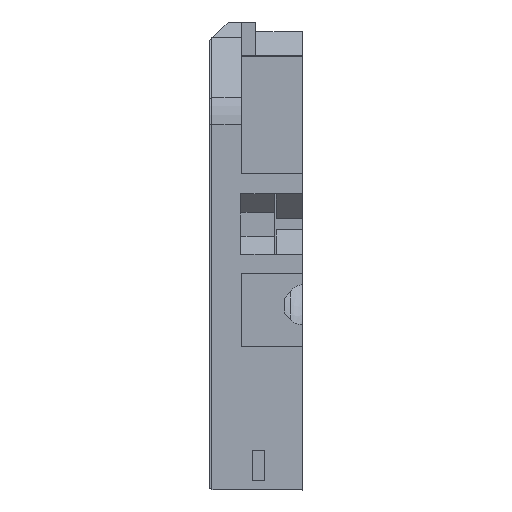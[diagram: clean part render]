
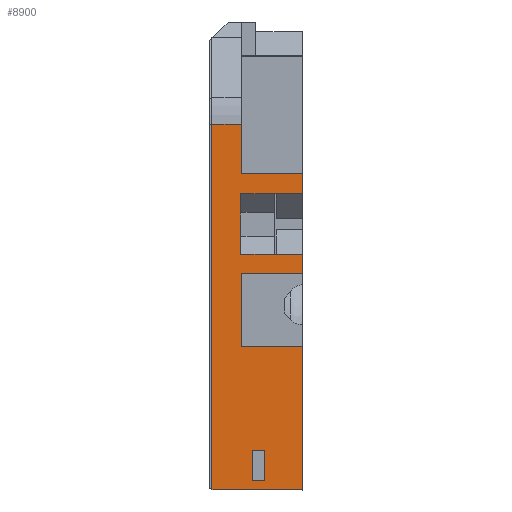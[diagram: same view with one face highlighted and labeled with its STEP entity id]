
A CAD part, top view. The second image highlights one B-rep face of the part: STEP entity #8900.
In plain terms, the highlighted planar face has unit normal (0, 0, 1).
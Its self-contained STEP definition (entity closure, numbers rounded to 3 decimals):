
#53=FACE_BOUND('',#761,.T.);
#245=FACE_OUTER_BOUND('',#760,.T.);
#760=EDGE_LOOP('',(#6330,#6331,#6332,#6333,#6334,#6335,#6336,#6337,#6338,
#6339,#6340,#6341,#6342,#6343,#6344));
#761=EDGE_LOOP('',(#6345,#6346,#6347,#6348));
#1387=LINE('',#12372,#2521);
#1646=LINE('',#12963,#2780);
#1681=LINE('',#13053,#2815);
#1682=LINE('',#13055,#2816);
#1683=LINE('',#13057,#2817);
#1684=LINE('',#13059,#2818);
#1685=LINE('',#13061,#2819);
#1686=LINE('',#13063,#2820);
#1687=LINE('',#13065,#2821);
#1688=LINE('',#13067,#2822);
#1689=LINE('',#13069,#2823);
#1690=LINE('',#13071,#2824);
#1691=LINE('',#13073,#2825);
#1692=LINE('',#13075,#2826);
#1693=LINE('',#13076,#2827);
#1694=LINE('',#13079,#2828);
#1695=LINE('',#13081,#2829);
#1696=LINE('',#13083,#2830);
#1697=LINE('',#13084,#2831);
#2521=VECTOR('',#9976,10.);
#2780=VECTOR('',#10449,10.);
#2815=VECTOR('',#10516,10.);
#2816=VECTOR('',#10517,10.);
#2817=VECTOR('',#10518,10.);
#2818=VECTOR('',#10519,10.);
#2819=VECTOR('',#10520,10.);
#2820=VECTOR('',#10521,10.);
#2821=VECTOR('',#10522,10.);
#2822=VECTOR('',#10523,10.);
#2823=VECTOR('',#10524,10.);
#2824=VECTOR('',#10525,10.);
#2825=VECTOR('',#10526,10.);
#2826=VECTOR('',#10527,10.);
#2827=VECTOR('',#10528,10.);
#2828=VECTOR('',#10529,10.);
#2829=VECTOR('',#10530,10.);
#2830=VECTOR('',#10531,10.);
#2831=VECTOR('',#10532,10.);
#3666=VERTEX_POINT('',#12369);
#3667=VERTEX_POINT('',#12371);
#3885=VERTEX_POINT('',#12961);
#3910=VERTEX_POINT('',#13052);
#3911=VERTEX_POINT('',#13054);
#3912=VERTEX_POINT('',#13056);
#3913=VERTEX_POINT('',#13058);
#3914=VERTEX_POINT('',#13060);
#3915=VERTEX_POINT('',#13062);
#3916=VERTEX_POINT('',#13064);
#3917=VERTEX_POINT('',#13066);
#3918=VERTEX_POINT('',#13068);
#3919=VERTEX_POINT('',#13070);
#3920=VERTEX_POINT('',#13072);
#3921=VERTEX_POINT('',#13074);
#3922=VERTEX_POINT('',#13077);
#3923=VERTEX_POINT('',#13078);
#3924=VERTEX_POINT('',#13080);
#3925=VERTEX_POINT('',#13082);
#4526=EDGE_CURVE('',#3666,#3667,#1387,.T.);
#4820=EDGE_CURVE('',#3885,#3666,#1646,.T.);
#4857=EDGE_CURVE('',#3885,#3910,#1681,.T.);
#4858=EDGE_CURVE('',#3910,#3911,#1682,.T.);
#4859=EDGE_CURVE('',#3912,#3911,#1683,.T.);
#4860=EDGE_CURVE('',#3912,#3913,#1684,.T.);
#4861=EDGE_CURVE('',#3914,#3913,#1685,.T.);
#4862=EDGE_CURVE('',#3915,#3914,#1686,.T.);
#4863=EDGE_CURVE('',#3915,#3916,#1687,.T.);
#4864=EDGE_CURVE('',#3916,#3917,#1688,.T.);
#4865=EDGE_CURVE('',#3917,#3918,#1689,.T.);
#4866=EDGE_CURVE('',#3918,#3919,#1690,.T.);
#4867=EDGE_CURVE('',#3920,#3919,#1691,.T.);
#4868=EDGE_CURVE('',#3920,#3921,#1692,.T.);
#4869=EDGE_CURVE('',#3667,#3921,#1693,.T.);
#4870=EDGE_CURVE('',#3922,#3923,#1694,.T.);
#4871=EDGE_CURVE('',#3923,#3924,#1695,.T.);
#4872=EDGE_CURVE('',#3925,#3924,#1696,.T.);
#4873=EDGE_CURVE('',#3925,#3922,#1697,.T.);
#6330=ORIENTED_EDGE('',*,*,#4857,.T.);
#6331=ORIENTED_EDGE('',*,*,#4858,.T.);
#6332=ORIENTED_EDGE('',*,*,#4859,.F.);
#6333=ORIENTED_EDGE('',*,*,#4860,.T.);
#6334=ORIENTED_EDGE('',*,*,#4861,.F.);
#6335=ORIENTED_EDGE('',*,*,#4862,.F.);
#6336=ORIENTED_EDGE('',*,*,#4863,.T.);
#6337=ORIENTED_EDGE('',*,*,#4864,.T.);
#6338=ORIENTED_EDGE('',*,*,#4865,.T.);
#6339=ORIENTED_EDGE('',*,*,#4866,.T.);
#6340=ORIENTED_EDGE('',*,*,#4867,.F.);
#6341=ORIENTED_EDGE('',*,*,#4868,.T.);
#6342=ORIENTED_EDGE('',*,*,#4869,.F.);
#6343=ORIENTED_EDGE('',*,*,#4526,.F.);
#6344=ORIENTED_EDGE('',*,*,#4820,.F.);
#6345=ORIENTED_EDGE('',*,*,#4870,.T.);
#6346=ORIENTED_EDGE('',*,*,#4871,.T.);
#6347=ORIENTED_EDGE('',*,*,#4872,.F.);
#6348=ORIENTED_EDGE('',*,*,#4873,.T.);
#8475=PLANE('',#9449);
#8900=ADVANCED_FACE('',(#245,#53),#8475,.T.);
#9449=AXIS2_PLACEMENT_3D('',#13051,#10514,#10515);
#9976=DIRECTION('',(0.,1.,0.));
#10449=DIRECTION('',(-1.,0.,0.));
#10514=DIRECTION('center_axis',(0.,0.,1.));
#10515=DIRECTION('ref_axis',(0.,-1.,0.));
#10516=DIRECTION('',(1.,0.,0.));
#10517=DIRECTION('',(0.,1.,0.));
#10518=DIRECTION('',(1.,0.,0.));
#10519=DIRECTION('',(0.,1.,0.));
#10520=DIRECTION('',(-1.,0.,0.));
#10521=DIRECTION('',(0.,-1.,0.));
#10522=DIRECTION('',(-1.,0.,0.));
#10523=DIRECTION('',(0.,1.,0.));
#10524=DIRECTION('',(1.,0.,0.));
#10525=DIRECTION('',(0.,1.,0.));
#10526=DIRECTION('',(1.,0.,0.));
#10527=DIRECTION('',(0.,1.,0.));
#10528=DIRECTION('',(1.,0.,0.));
#10529=DIRECTION('',(1.,0.,0.));
#10530=DIRECTION('',(0.,-1.,0.));
#10531=DIRECTION('',(1.,0.,0.));
#10532=DIRECTION('',(0.,1.,0.));
#12369=CARTESIAN_POINT('',(-17.1,-109.702,9.17));
#12371=CARTESIAN_POINT('',(-17.1,-40.75,9.17));
#12372=CARTESIAN_POINT('',(-17.1,-55.153,9.17));
#12961=CARTESIAN_POINT('',(-16.85,-109.702,9.17));
#12963=CARTESIAN_POINT('',(-16.85,-109.702,9.17));
#13051=CARTESIAN_POINT('Origin',(-13.5,-42.954,9.17));
#13052=CARTESIAN_POINT('',(0.,-109.702,9.17));
#13053=CARTESIAN_POINT('',(-10.875,-109.702,9.17));
#13054=CARTESIAN_POINT('',(0.,-82.702,9.17));
#13055=CARTESIAN_POINT('',(0.,-83.202,9.17));
#13056=CARTESIAN_POINT('',(-11.5,-82.702,9.17));
#13057=CARTESIAN_POINT('',(-11.55,-82.702,9.17));
#13058=CARTESIAN_POINT('',(-11.5,-68.902,9.17));
#13059=CARTESIAN_POINT('',(-11.5,-59.316,9.17));
#13060=CARTESIAN_POINT('',(0.,-68.902,9.17));
#13061=CARTESIAN_POINT('',(-10.312,-68.902,9.17));
#13062=CARTESIAN_POINT('',(0.,-65.302,9.17));
#13063=CARTESIAN_POINT('',(0.,-68.802,9.17));
#13064=CARTESIAN_POINT('',(-11.6,-65.302,9.17));
#13065=CARTESIAN_POINT('',(-2.875,-65.302,9.17));
#13066=CARTESIAN_POINT('',(-11.6,-53.9,9.17));
#13067=CARTESIAN_POINT('',(-11.6,-52.778,9.17));
#13068=CARTESIAN_POINT('',(0.,-53.9,9.17));
#13069=CARTESIAN_POINT('',(-1.,-53.9,9.17));
#13070=CARTESIAN_POINT('',(0.,-50.,9.17));
#13071=CARTESIAN_POINT('',(0.,-53.683,9.17));
#13072=CARTESIAN_POINT('',(-11.5,-50.,9.17));
#13073=CARTESIAN_POINT('',(-0.75,-50.,9.17));
#13074=CARTESIAN_POINT('',(-11.5,-40.75,9.17));
#13075=CARTESIAN_POINT('',(-11.5,-38.214,9.17));
#13076=CARTESIAN_POINT('',(-12.5,-40.75,9.17));
#13077=CARTESIAN_POINT('',(-9.5,-102.241,9.17));
#13078=CARTESIAN_POINT('',(-7.2,-102.241,9.17));
#13079=CARTESIAN_POINT('',(-10.5,-102.241,9.17));
#13080=CARTESIAN_POINT('',(-7.2,-107.941,9.17));
#13081=CARTESIAN_POINT('',(-7.2,-72.848,9.17));
#13082=CARTESIAN_POINT('',(-9.5,-107.941,9.17));
#13083=CARTESIAN_POINT('',(-10.5,-107.941,9.17));
#13084=CARTESIAN_POINT('',(-9.5,-72.848,9.17));
